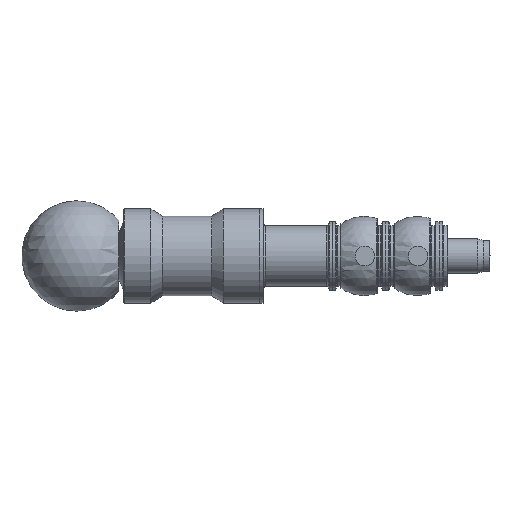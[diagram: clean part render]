
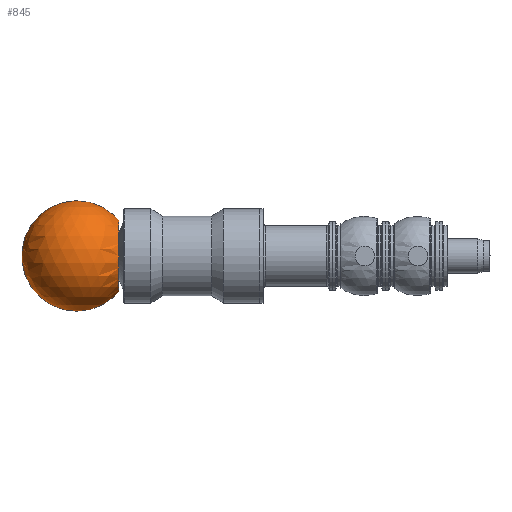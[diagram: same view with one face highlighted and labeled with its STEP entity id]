
A CAD part, left-side view. The second image highlights one B-rep face of the part: STEP entity #845.
In plain terms, the highlighted spherical face has radius 72.5 mm.
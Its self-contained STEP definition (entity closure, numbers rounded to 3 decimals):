
#109=SPHERICAL_SURFACE('',#987,72.5);
#222=FACE_BOUND('',#437,.T.);
#437=EDGE_LOOP('',(#754));
#499=CIRCLE('',#988,46.648);
#563=VERTEX_POINT('',#1639);
#627=EDGE_CURVE('',#563,#563,#499,.T.);
#754=ORIENTED_EDGE('',*,*,#627,.F.);
#845=ADVANCED_FACE('',(#222),#109,.T.);
#987=AXIS2_PLACEMENT_3D('',#1638,#1283,#1284);
#988=AXIS2_PLACEMENT_3D('',#1640,#1285,#1286);
#1283=DIRECTION('center_axis',(0.,0.,1.));
#1284=DIRECTION('ref_axis',(1.,0.,0.));
#1285=DIRECTION('center_axis',(0.,-1.,0.));
#1286=DIRECTION('ref_axis',(1.,0.,0.));
#1638=CARTESIAN_POINT('Origin',(150.,266.5,0.));
#1639=CARTESIAN_POINT('',(196.648,211.,0.));
#1640=CARTESIAN_POINT('Origin',(150.,211.,0.));
